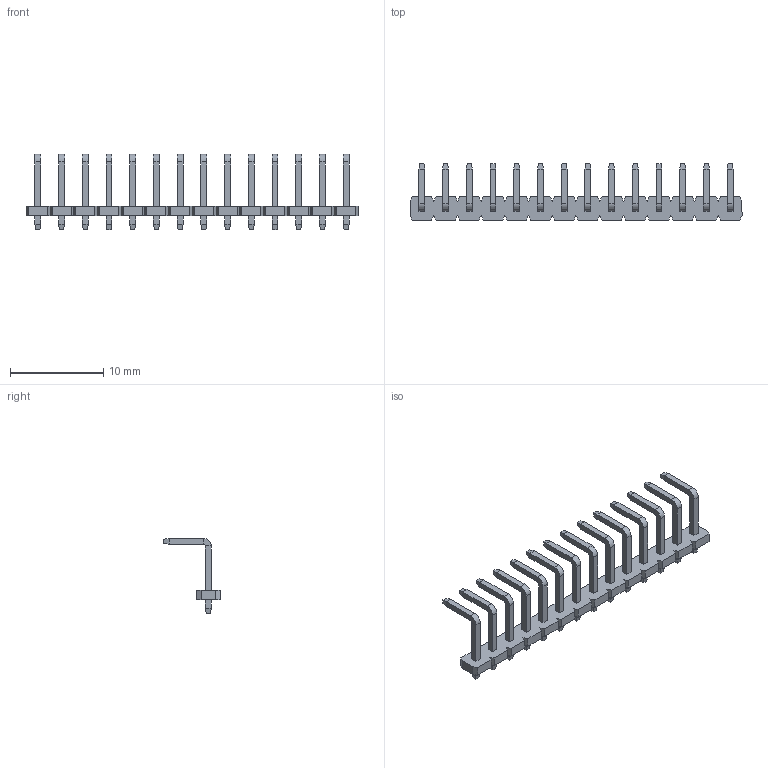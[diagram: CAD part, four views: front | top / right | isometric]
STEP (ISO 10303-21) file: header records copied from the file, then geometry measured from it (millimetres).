
FILE_DESCRIPTION (( 'STEP AP214' ), '1' );
FILE_NAME ('FPH25465-S14B1014200109B-REF.STEP', '2026-04-02T00:49:17', ( '' ), ( '' ), 'SwSTEP 2.0', 'SolidWorks 2021', '' );
FILE_SCHEMA (( 'AUTOMOTIVE_DESIGN' ));
Length unit declared in the file: millimetre
Products named in the file (1): FPH25465-S14B1014200109B-REF
Bounding box: 35.56 x 6.04 x 8.07 mm (x, y, z)
Volume: 149.8 mm3; surface area: 658.5 mm2
Topology: 1 solids, 1 shells, 452 faces, 1042 edges, 620 vertices
Faces by surface type: plane 424, cylinder 28
Entity records: 12304 total; most frequent: CARTESIAN_POINT 2115, ORIENTED_EDGE 2084, DIRECTION 2004, EDGE_CURVE 1042, LINE 986, VECTOR 986, VERTEX_POINT 620, AXIS2_PLACEMENT_3D 509
